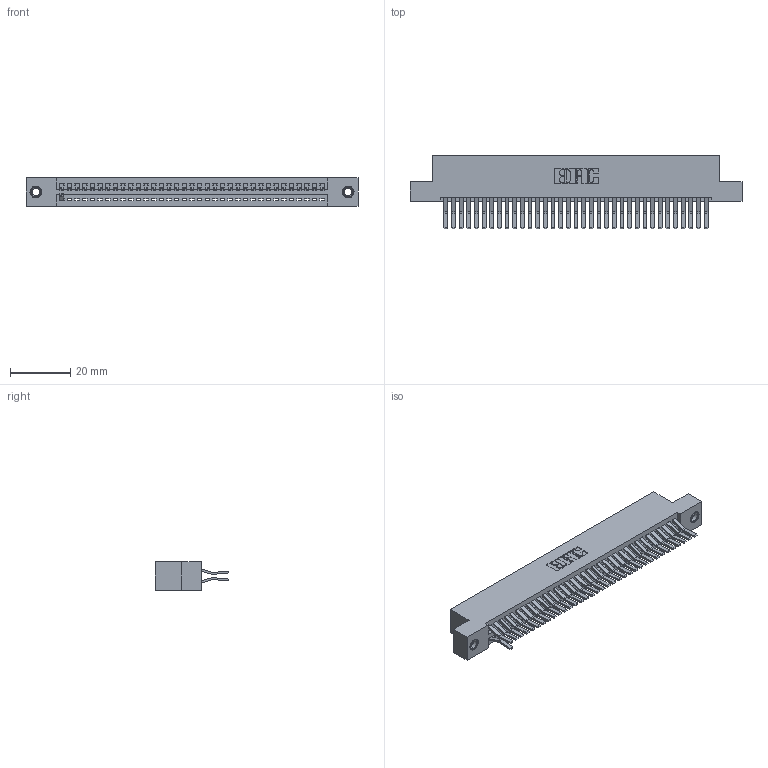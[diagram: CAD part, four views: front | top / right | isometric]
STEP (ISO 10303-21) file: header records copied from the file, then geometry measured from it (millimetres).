
FILE_DESCRIPTION (( 'STEP AP203' ), '1' );
FILE_NAME ('395-070-560-207.STEP', '2018-11-27T03:25:12', ( '' ), ( '' ), 'SwSTEP 2.0', 'SolidWorks 2016', '' );
FILE_SCHEMA (( 'CONFIG_CONTROL_DESIGN' ));
Length unit declared in the file: inch
Products named in the file (4): 345-250-001_345-250-005-103; 345-292-001_560 Tail; 395-070-560-207; 345 Part_Flush Mounting Lugs - 0.156 Dia-TI
Assembly tree (39 placements, depth 2):
  395-070-560-207
    345 Part_Flush Mounting Lugs - 0.156 Dia-TI
    345-292-001_560 Tail  x36
    345-250-001_345-250-005-103  x2
Bounding box: 110.11 x 24.45 x 9.4 mm (x, y, z)
Volume: 10547.1 mm3; surface area: 14353.7 mm2
Topology: 39 solids, 39 shells, 2330 faces, 6975 edges, 4594 vertices
Faces by surface type: plane 1538, cylinder 776, cone 12, torus 4
Entity records: 28590 total; most frequent: CARTESIAN_POINT 4929, ORIENTED_EDGE 4890, DIRECTION 4347, EDGE_CURVE 2445, VECTOR 2149, LINE 2149, VERTEX_POINT 1624, AXIS2_PLACEMENT_3D 1099
